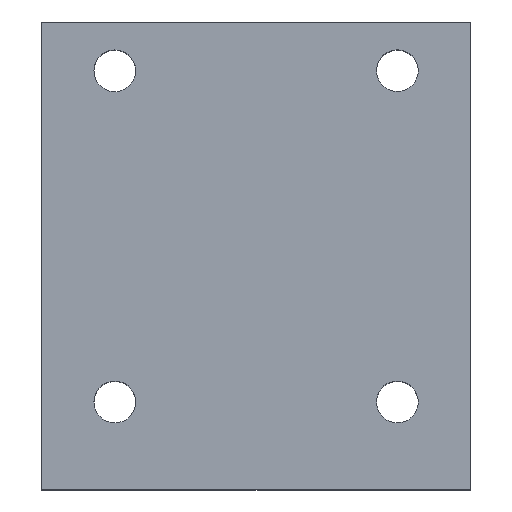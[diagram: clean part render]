
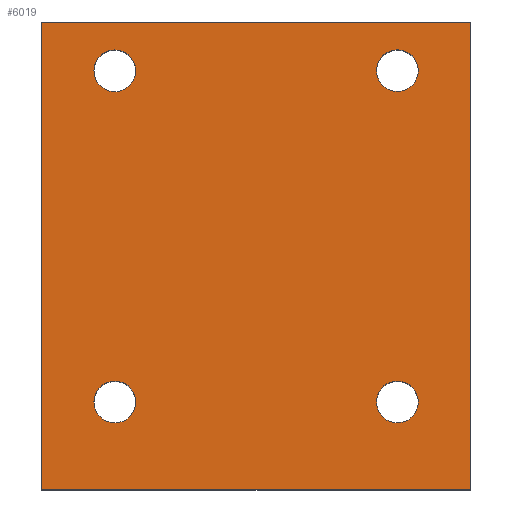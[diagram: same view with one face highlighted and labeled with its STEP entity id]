
A CAD part, top view. The second image highlights one B-rep face of the part: STEP entity #6019.
In plain terms, the highlighted planar face has unit normal (0, 0, 1).
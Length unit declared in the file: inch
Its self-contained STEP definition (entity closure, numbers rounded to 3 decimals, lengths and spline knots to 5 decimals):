
#554=FACE_BOUND('',#960,.T.);
#555=FACE_BOUND('',#961,.T.);
#556=FACE_BOUND('',#962,.T.);
#557=FACE_BOUND('',#963,.T.);
#592=CIRCLE('',#6358,0.134);
#593=CIRCLE('',#6359,0.134);
#594=CIRCLE('',#6360,0.134);
#595=CIRCLE('',#6361,0.134);
#641=FACE_OUTER_BOUND('',#959,.T.);
#959=EDGE_LOOP('',(#4071,#4072,#4073,#4074));
#960=EDGE_LOOP('',(#4075));
#961=EDGE_LOOP('',(#4076));
#962=EDGE_LOOP('',(#4077));
#963=EDGE_LOOP('',(#4078));
#1315=LINE('',#7882,#1970);
#1316=LINE('',#7884,#1971);
#1317=LINE('',#7886,#1972);
#1318=LINE('',#7887,#1973);
#1970=VECTOR('',#6649,0.3937);
#1971=VECTOR('',#6650,0.3937);
#1972=VECTOR('',#6651,0.3937);
#1973=VECTOR('',#6652,0.3937);
#2625=VERTEX_POINT('',#7880);
#2626=VERTEX_POINT('',#7881);
#2627=VERTEX_POINT('',#7883);
#2628=VERTEX_POINT('',#7885);
#2629=VERTEX_POINT('',#7888);
#2630=VERTEX_POINT('',#7890);
#2631=VERTEX_POINT('',#7892);
#2632=VERTEX_POINT('',#7894);
#3205=EDGE_CURVE('',#2625,#2626,#1315,.T.);
#3206=EDGE_CURVE('',#2626,#2627,#1316,.T.);
#3207=EDGE_CURVE('',#2627,#2628,#1317,.T.);
#3208=EDGE_CURVE('',#2628,#2625,#1318,.T.);
#3209=EDGE_CURVE('',#2629,#2629,#592,.T.);
#3210=EDGE_CURVE('',#2630,#2630,#593,.T.);
#3211=EDGE_CURVE('',#2631,#2631,#594,.T.);
#3212=EDGE_CURVE('',#2632,#2632,#595,.T.);
#4071=ORIENTED_EDGE('',*,*,#3205,.T.);
#4072=ORIENTED_EDGE('',*,*,#3206,.T.);
#4073=ORIENTED_EDGE('',*,*,#3207,.T.);
#4074=ORIENTED_EDGE('',*,*,#3208,.T.);
#4075=ORIENTED_EDGE('',*,*,#3209,.T.);
#4076=ORIENTED_EDGE('',*,*,#3210,.T.);
#4077=ORIENTED_EDGE('',*,*,#3211,.T.);
#4078=ORIENTED_EDGE('',*,*,#3212,.T.);
#5803=PLANE('',#6357);
#6019=ADVANCED_FACE('',(#641,#554,#555,#556,#557),#5803,.T.);
#6357=AXIS2_PLACEMENT_3D('',#7879,#6647,#6648);
#6358=AXIS2_PLACEMENT_3D('',#7889,#6653,#6654);
#6359=AXIS2_PLACEMENT_3D('',#7891,#6655,#6656);
#6360=AXIS2_PLACEMENT_3D('',#7893,#6657,#6658);
#6361=AXIS2_PLACEMENT_3D('',#7895,#6659,#6660);
#6647=DIRECTION('center_axis',(0.,0.,1.));
#6648=DIRECTION('ref_axis',(1.,0.,0.));
#6649=DIRECTION('',(1.,0.,0.));
#6650=DIRECTION('',(0.,1.,0.));
#6651=DIRECTION('',(-1.,0.,0.));
#6652=DIRECTION('',(0.,-1.,0.));
#6653=DIRECTION('center_axis',(0.,0.,-1.));
#6654=DIRECTION('ref_axis',(1.,0.,0.));
#6655=DIRECTION('center_axis',(0.,0.,-1.));
#6656=DIRECTION('ref_axis',(1.,0.,0.));
#6657=DIRECTION('center_axis',(0.,0.,-1.));
#6658=DIRECTION('ref_axis',(1.,0.,0.));
#6659=DIRECTION('center_axis',(0.,0.,-1.));
#6660=DIRECTION('ref_axis',(1.,0.,0.));
#7879=CARTESIAN_POINT('Origin',(1.375,1.5,1.5));
#7880=CARTESIAN_POINT('',(0.,0.,1.5));
#7881=CARTESIAN_POINT('',(2.75,0.,1.5));
#7882=CARTESIAN_POINT('',(0.,0.,1.5));
#7883=CARTESIAN_POINT('',(2.75,3.,1.5));
#7884=CARTESIAN_POINT('',(2.75,0.,1.5));
#7885=CARTESIAN_POINT('',(0.,3.,1.5));
#7886=CARTESIAN_POINT('',(2.75,3.,1.5));
#7887=CARTESIAN_POINT('',(0.,3.,1.5));
#7888=CARTESIAN_POINT('',(2.148,2.6875,1.5));
#7889=CARTESIAN_POINT('Origin',(2.282,2.6875,1.5));
#7890=CARTESIAN_POINT('',(0.335,2.687,1.5));
#7891=CARTESIAN_POINT('Origin',(0.469,2.687,1.5));
#7892=CARTESIAN_POINT('',(0.3355,0.562,1.5));
#7893=CARTESIAN_POINT('Origin',(0.4695,0.562,1.5));
#7894=CARTESIAN_POINT('',(2.148,0.562,1.5));
#7895=CARTESIAN_POINT('Origin',(2.282,0.562,1.5));
